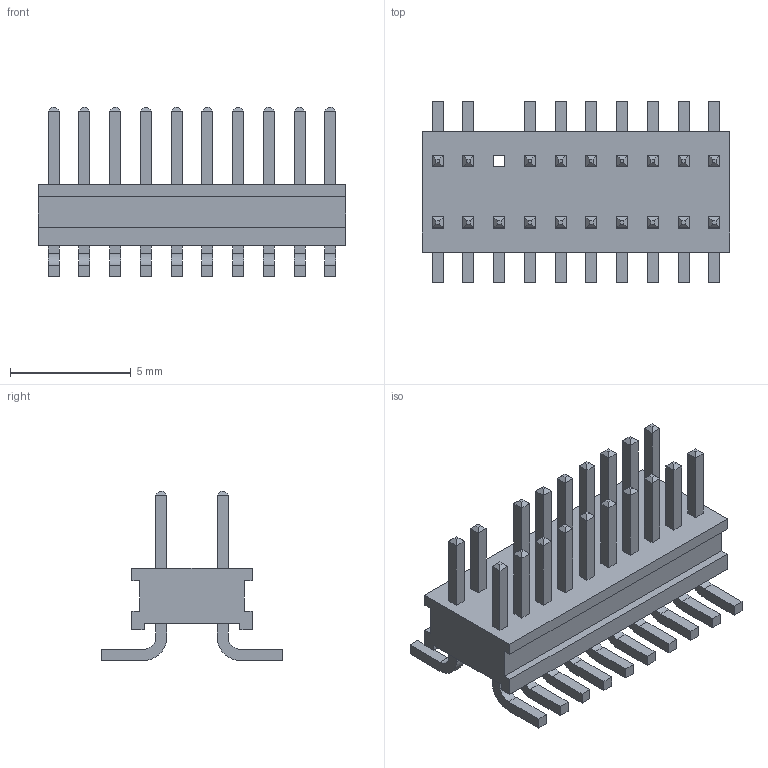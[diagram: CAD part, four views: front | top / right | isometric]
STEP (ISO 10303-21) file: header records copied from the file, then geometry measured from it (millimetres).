
FILE_DESCRIPTION(('FreeCAD Model'),'2;1');
FILE_NAME( 'Samtec_FTR-110-03-G-D-06.step', '2021-04-01T20:38:17',('kicad StepUp'),('ksu MCAD'), 'Open CASCADE STEP processor 7.2','FreeCAD','Unknown');
FILE_SCHEMA(('AUTOMOTIVE_DESIGN { 1 0 10303 214 1 1 1 1 }'));
Length unit declared in the file: millimetre
Products named in the file (1): Samtec_FTR-110-03-G-D-06
Bounding box: 12.7 x 7.52 x 6.99 mm (x, y, z)
Volume: 183.5 mm3; surface area: 706.4 mm2
Topology: 2 solids, 2 shells, 442 faces, 1148 edges, 740 vertices
Faces by surface type: plane 404, cylinder 38
Entity records: 16385 total; most frequent: CARTESIAN_POINT 2331, ORIENTED_EDGE 2296, DIRECTION 2110, EDGE_CURVE 1148, LINE 1072, VECTOR 1072, VERTEX_POINT 740, AXIS2_PLACEMENT_3D 519
